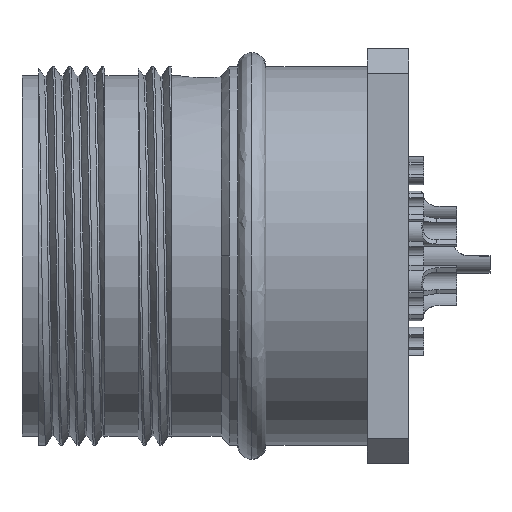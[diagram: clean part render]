
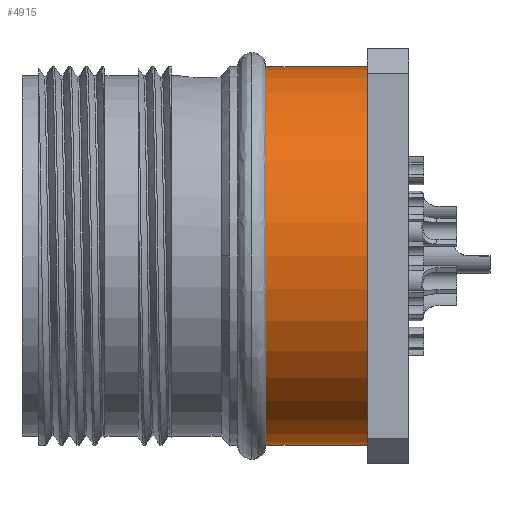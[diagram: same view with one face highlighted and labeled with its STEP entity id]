
A CAD part, front view. The second image highlights one B-rep face of the part: STEP entity #4915.
In plain terms, the highlighted cylindrical face has radius 11.4 mm (diameter 22.8 mm), a partial arc.
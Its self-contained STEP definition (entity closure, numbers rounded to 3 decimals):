
#415 = CARTESIAN_POINT ( 'NONE',  ( 0., 0., 11.4 ) ) ;
#637 = CARTESIAN_POINT ( 'NONE',  ( 14.7, 0., -11.4 ) ) ;
#662 = ORIENTED_EDGE ( 'NONE', *, *, #10518, .F. ) ;
#943 = CARTESIAN_POINT ( 'NONE',  ( 14.7, 0., 0. ) ) ;
#1877 = EDGE_CURVE ( 'NONE', #2031, #13640, #6500, .T. ) ;
#2031 = VERTEX_POINT ( 'NONE', #12121 ) ;
#2201 = DIRECTION ( 'NONE',  ( 0., 0., 1. ) ) ;
#3334 = FACE_OUTER_BOUND ( 'NONE', #15326, .T. ) ;
#3472 = CYLINDRICAL_SURFACE ( 'NONE', #13910, 11.4 ) ;
#3765 = ORIENTED_EDGE ( 'NONE', *, *, #7697, .T. ) ;
#4796 = VERTEX_POINT ( 'NONE', #13297 ) ;
#4915 = ADVANCED_FACE ( 'NONE', ( #3334 ), #3472, .T. ) ;
#5201 = VECTOR ( 'NONE', #12978, 1000. ) ;
#5419 = CARTESIAN_POINT ( 'NONE',  ( 20.8, 0., 11.4 ) ) ;
#6078 = EDGE_CURVE ( 'NONE', #2031, #7652, #8267, .T. ) ;
#6500 = LINE ( 'NONE', #12992, #5201 ) ;
#6721 = DIRECTION ( 'NONE',  ( -1., 0., 0. ) ) ;
#6889 = DIRECTION ( 'NONE',  ( 0., 0., 1. ) ) ;
#7652 = VERTEX_POINT ( 'NONE', #5419 ) ;
#7678 = CIRCLE ( 'NONE', #14705, 11.4 ) ;
#7697 = EDGE_CURVE ( 'NONE', #7652, #4796, #13412, .T. ) ;
#8143 = DIRECTION ( 'NONE',  ( -1., 0., 0. ) ) ;
#8267 = CIRCLE ( 'NONE', #8311, 11.4 ) ;
#8311 = AXIS2_PLACEMENT_3D ( 'NONE', #14949, #8143, #6889 ) ;
#9617 = DIRECTION ( 'NONE',  ( -1., 0., 0. ) ) ;
#10518 = EDGE_CURVE ( 'NONE', #13640, #4796, #7678, .T. ) ;
#12121 = CARTESIAN_POINT ( 'NONE',  ( 20.8, 0., -11.4 ) ) ;
#12978 = DIRECTION ( 'NONE',  ( -1., 0., 0. ) ) ;
#12992 = CARTESIAN_POINT ( 'NONE',  ( 0., 0., -11.4 ) ) ;
#13297 = CARTESIAN_POINT ( 'NONE',  ( 14.7, 0., 11.4 ) ) ;
#13412 = LINE ( 'NONE', #415, #13585 ) ;
#13458 = DIRECTION ( 'NONE',  ( 0., 0., 1. ) ) ;
#13585 = VECTOR ( 'NONE', #6721, 1000. ) ;
#13640 = VERTEX_POINT ( 'NONE', #637 ) ;
#13812 = ORIENTED_EDGE ( 'NONE', *, *, #1877, .F. ) ;
#13910 = AXIS2_PLACEMENT_3D ( 'NONE', #15467, #15369, #13458 ) ;
#14683 = ORIENTED_EDGE ( 'NONE', *, *, #6078, .T. ) ;
#14705 = AXIS2_PLACEMENT_3D ( 'NONE', #943, #9617, #2201 ) ;
#14949 = CARTESIAN_POINT ( 'NONE',  ( 20.8, 0., 0. ) ) ;
#15326 = EDGE_LOOP ( 'NONE', ( #13812, #14683, #3765, #662 ) ) ;
#15369 = DIRECTION ( 'NONE',  ( -1., 0., 0. ) ) ;
#15467 = CARTESIAN_POINT ( 'NONE',  ( 0., 0., 0. ) ) ;
